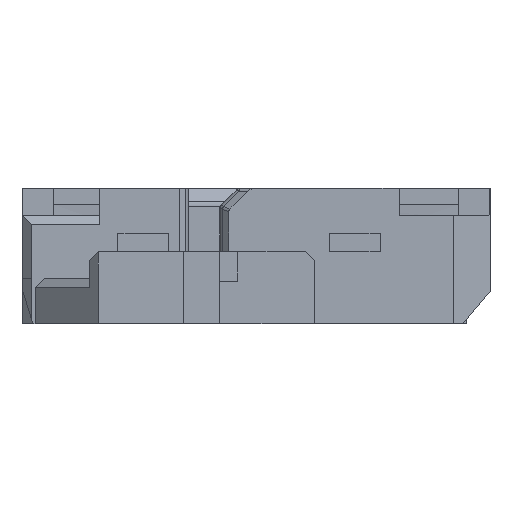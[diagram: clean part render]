
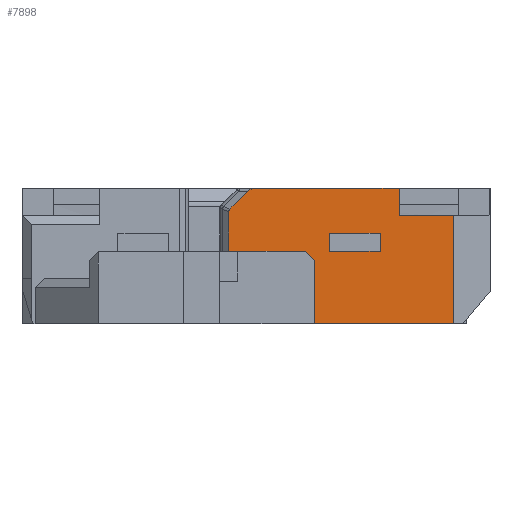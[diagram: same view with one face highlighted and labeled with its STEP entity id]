
A CAD part, left-side view. The second image highlights one B-rep face of the part: STEP entity #7898.
In plain terms, the highlighted planar face has unit normal (-1, 0, 0).
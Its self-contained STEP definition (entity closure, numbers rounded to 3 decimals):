
#23 = ORIENTED_EDGE ( 'NONE', *, *, #7973, .T. ) ;
#67 = VECTOR ( 'NONE', #6375, 1000. ) ;
#94 = VECTOR ( 'NONE', #8975, 1000. ) ;
#321 = ORIENTED_EDGE ( 'NONE', *, *, #663, .F. ) ;
#529 = VERTEX_POINT ( 'NONE', #6089 ) ;
#663 = EDGE_CURVE ( 'NONE', #15926, #4063, #15276, .T. ) ;
#727 = ORIENTED_EDGE ( 'NONE', *, *, #14465, .T. ) ;
#734 = CARTESIAN_POINT ( 'NONE',  ( 15.5, 29., 12.41 ) ) ;
#770 = CARTESIAN_POINT ( 'NONE',  ( 15.5, 26.366, 15. ) ) ;
#790 = CARTESIAN_POINT ( 'NONE',  ( 15.5, 19.5, 0. ) ) ;
#845 = CARTESIAN_POINT ( 'NONE',  ( 15.5, 28.958, 12.628 ) ) ;
#884 = CARTESIAN_POINT ( 'NONE',  ( 15.5, 26.886, 14.7 ) ) ;
#1171 = AXIS2_PLACEMENT_3D ( 'NONE', #6345, #17168, #17228 ) ;
#1885 = CARTESIAN_POINT ( 'NONE',  ( 15.5, 8.5, 8. ) ) ;
#1902 = VECTOR ( 'NONE', #15197, 1000. ) ;
#1941 = ORIENTED_EDGE ( 'NONE', *, *, #16568, .T. ) ;
#2451 = DIRECTION ( 'NONE',  ( 0., 0., 1. ) ) ;
#2458 = VERTEX_POINT ( 'NONE', #3894 ) ;
#2923 =( BOUNDED_CURVE ( )  B_SPLINE_CURVE ( 3, ( #3588, #845, #14438, #734 ),
 .UNSPECIFIED., .F., .F. ) 
 B_SPLINE_CURVE_WITH_KNOTS ( ( 4, 4 ),
 ( 2.868, 3.416 ),
 .UNSPECIFIED. ) 
 CURVE ( )  GEOMETRIC_REPRESENTATION_ITEM ( )  RATIONAL_B_SPLINE_CURVE ( ( 1., 0.975, 0.975, 1. ) ) 
 REPRESENTATION_ITEM ( '' )  );
#3012 = LINE ( 'NONE', #3410, #14614 ) ;
#3060 = LINE ( 'NONE', #17095, #67 ) ;
#3086 = CARTESIAN_POINT ( 'NONE',  ( 15.5, 10.1, 12. ) ) ;
#3093 = CARTESIAN_POINT ( 'NONE',  ( 15.5, 0., 0. ) ) ;
#3169 = CARTESIAN_POINT ( 'NONE',  ( 15.5, 8.5, 5. ) ) ;
#3183 = CARTESIAN_POINT ( 'NONE',  ( 15.5, 20.5, 5. ) ) ;
#3243 = EDGE_CURVE ( 'NONE', #13856, #529, #11518, .T. ) ;
#3282 = DIRECTION ( 'NONE',  ( 0., 0., -1. ) ) ;
#3318 = VERTEX_POINT ( 'NONE', #5123 ) ;
#3410 = CARTESIAN_POINT ( 'NONE',  ( 15.5, 19.5, 4. ) ) ;
#3517 = PLANE ( 'NONE',  #1171 ) ;
#3588 = CARTESIAN_POINT ( 'NONE',  ( 15.5, 28.876, 12.71 ) ) ;
#3852 = CARTESIAN_POINT ( 'NONE',  ( 15.5, 12.2, 10. ) ) ;
#3894 = CARTESIAN_POINT ( 'NONE',  ( 15.5, 28.876, 12.71 ) ) ;
#4063 = VERTEX_POINT ( 'NONE', #17402 ) ;
#4141 = VERTEX_POINT ( 'NONE', #3086 ) ;
#4194 = CARTESIAN_POINT ( 'NONE',  ( 15.5, 25.986, 15. ) ) ;
#4342 = VECTOR ( 'NONE', #6133, 1000. ) ;
#4428 = CARTESIAN_POINT ( 'NONE',  ( 15.5, 26.886, 14.7 ) ) ;
#4456 = VECTOR ( 'NONE', #12579, 1000. ) ;
#4986 = VERTEX_POINT ( 'NONE', #16450 ) ;
#5123 = CARTESIAN_POINT ( 'NONE',  ( 15.5, 19.5, 4. ) ) ;
#5441 = EDGE_CURVE ( 'NONE', #15800, #8617, #8493, .T. ) ;
#5499 = VERTEX_POINT ( 'NONE', #14868 ) ;
#5754 = ORIENTED_EDGE ( 'NONE', *, *, #7380, .T. ) ;
#5790 = EDGE_CURVE ( 'NONE', #13856, #3318, #3012, .T. ) ;
#6089 = CARTESIAN_POINT ( 'NONE',  ( 15.5, 29., 5. ) ) ;
#6133 = DIRECTION ( 'NONE',  ( 0., 0., 1. ) ) ;
#6228 = CARTESIAN_POINT ( 'NONE',  ( 15.5, 25.986, 15. ) ) ;
#6312 = VECTOR ( 'NONE', #9254, 1000. ) ;
#6345 = CARTESIAN_POINT ( 'NONE',  ( 15.5, 0., 12. ) ) ;
#6375 = DIRECTION ( 'NONE',  ( 0., 0.707, -0.707 ) ) ;
#6397 = CARTESIAN_POINT ( 'NONE',  ( 15.5, 26.696, 14.89 ) ) ;
#7250 = EDGE_LOOP ( 'NONE', ( #12750, #10227, #12630, #1941, #8689, #12609, #23, #727, #5754, #17464, #16413, #7806 ) ) ;
#7268 = LINE ( 'NONE', #10532, #9154 ) ;
#7380 = EDGE_CURVE ( 'NONE', #2458, #15365, #2923, .T. ) ;
#7620 = LINE ( 'NONE', #11344, #1902 ) ;
#7767 = EDGE_CURVE ( 'NONE', #4063, #4986, #10640, .T. ) ;
#7806 = ORIENTED_EDGE ( 'NONE', *, *, #5790, .T. ) ;
#7898 = ADVANCED_FACE ( 'NONE', ( #11502, #10025 ), #3517, .T. ) ;
#7973 = EDGE_CURVE ( 'NONE', #8566, #8747, #9725, .T. ) ;
#8037 = LINE ( 'NONE', #3093, #4456 ) ;
#8297 = VECTOR ( 'NONE', #16308, 1000. ) ;
#8493 = LINE ( 'NONE', #14808, #8297 ) ;
#8566 = VERTEX_POINT ( 'NONE', #4194 ) ;
#8617 = VERTEX_POINT ( 'NONE', #15006 ) ;
#8689 = ORIENTED_EDGE ( 'NONE', *, *, #14862, .T. ) ;
#8747 = VERTEX_POINT ( 'NONE', #4428 ) ;
#8771 = DIRECTION ( 'NONE',  ( 0., -0.707, -0.707 ) ) ;
#8975 = DIRECTION ( 'NONE',  ( 0., 0., -1. ) ) ;
#9154 = VECTOR ( 'NONE', #2451, 1000. ) ;
#9173 = VECTOR ( 'NONE', #3282, 1000. ) ;
#9200 = CARTESIAN_POINT ( 'NONE',  ( 15.5, 4., 12. ) ) ;
#9254 = DIRECTION ( 'NONE',  ( 0., 1., 0. ) ) ;
#9503 = VECTOR ( 'NONE', #10831, 1000. ) ;
#9725 =( BOUNDED_CURVE ( )  B_SPLINE_CURVE ( 3, ( #6228, #770, #6397, #884 ),
 .UNSPECIFIED., .F., .F. ) 
 B_SPLINE_CURVE_WITH_KNOTS ( ( 4, 4 ),
 ( 1.571, 2.618 ),
 .UNSPECIFIED. ) 
 CURVE ( )  GEOMETRIC_REPRESENTATION_ITEM ( )  RATIONAL_B_SPLINE_CURVE ( ( 1., 0.911, 0.911, 1. ) ) 
 REPRESENTATION_ITEM ( '' )  );
#10025 = FACE_BOUND ( 'NONE', #13750, .T. ) ;
#10227 = ORIENTED_EDGE ( 'NONE', *, *, #10685, .F. ) ;
#10426 = ORIENTED_EDGE ( 'NONE', *, *, #7767, .F. ) ;
#10532 = CARTESIAN_POINT ( 'NONE',  ( 15.5, 10.1, 3.463 ) ) ;
#10624 = EDGE_CURVE ( 'NONE', #17280, #4986, #10778, .T. ) ;
#10640 = LINE ( 'NONE', #15323, #9173 ) ;
#10642 = EDGE_CURVE ( 'NONE', #15365, #529, #7620, .T. ) ;
#10685 = EDGE_CURVE ( 'NONE', #8617, #16752, #8037, .T. ) ;
#10778 = LINE ( 'NONE', #1885, #15023 ) ;
#10831 = DIRECTION ( 'NONE',  ( 0., 1., 0. ) ) ;
#11110 = LINE ( 'NONE', #15487, #94 ) ;
#11344 = CARTESIAN_POINT ( 'NONE',  ( 15.5, 29., 12. ) ) ;
#11502 = FACE_OUTER_BOUND ( 'NONE', #7250, .T. ) ;
#11518 = LINE ( 'NONE', #3169, #14683 ) ;
#11643 = ORIENTED_EDGE ( 'NONE', *, *, #13366, .T. ) ;
#11739 = CARTESIAN_POINT ( 'NONE',  ( 15.5, 19.5, 0. ) ) ;
#11940 = EDGE_CURVE ( 'NONE', #5499, #8566, #15396, .T. ) ;
#12490 = ORIENTED_EDGE ( 'NONE', *, *, #10624, .T. ) ;
#12527 = VECTOR ( 'NONE', #14774, 1000. ) ;
#12579 = DIRECTION ( 'NONE',  ( 0., 1., 0. ) ) ;
#12609 = ORIENTED_EDGE ( 'NONE', *, *, #11940, .T. ) ;
#12630 = ORIENTED_EDGE ( 'NONE', *, *, #5441, .F. ) ;
#12750 = ORIENTED_EDGE ( 'NONE', *, *, #14013, .F. ) ;
#12886 = LINE ( 'NONE', #16359, #9503 ) ;
#13366 = EDGE_CURVE ( 'NONE', #15926, #17280, #11110, .T. ) ;
#13750 = EDGE_LOOP ( 'NONE', ( #12490, #10426, #321, #11643 ) ) ;
#13856 = VERTEX_POINT ( 'NONE', #3183 ) ;
#13941 = DIRECTION ( 'NONE',  ( 0., 1., 0. ) ) ;
#13963 = DIRECTION ( 'NONE',  ( 0., 1., 0. ) ) ;
#14013 = EDGE_CURVE ( 'NONE', #16752, #3318, #15966, .T. ) ;
#14199 = CARTESIAN_POINT ( 'NONE',  ( 15.5, 12.2, 8. ) ) ;
#14438 = CARTESIAN_POINT ( 'NONE',  ( 15.5, 29., 12.526 ) ) ;
#14465 = EDGE_CURVE ( 'NONE', #8747, #2458, #3060, .T. ) ;
#14614 = VECTOR ( 'NONE', #8771, 1000. ) ;
#14683 = VECTOR ( 'NONE', #13963, 1000. ) ;
#14749 = CARTESIAN_POINT ( 'NONE',  ( 15.5, 0., 15. ) ) ;
#14774 = DIRECTION ( 'NONE',  ( 0., 1., 0. ) ) ;
#14808 = CARTESIAN_POINT ( 'NONE',  ( 15.5, 4., 12. ) ) ;
#14862 = EDGE_CURVE ( 'NONE', #4141, #5499, #7268, .T. ) ;
#14868 = CARTESIAN_POINT ( 'NONE',  ( 15.5, 10.1, 15. ) ) ;
#14945 = CARTESIAN_POINT ( 'NONE',  ( 15.5, 12.2, 10. ) ) ;
#15006 = CARTESIAN_POINT ( 'NONE',  ( 15.5, 4., 0. ) ) ;
#15023 = VECTOR ( 'NONE', #13941, 1000. ) ;
#15197 = DIRECTION ( 'NONE',  ( 0., 0., -1. ) ) ;
#15276 = LINE ( 'NONE', #3852, #12527 ) ;
#15323 = CARTESIAN_POINT ( 'NONE',  ( 15.5, 17.8, 10. ) ) ;
#15365 = VERTEX_POINT ( 'NONE', #16578 ) ;
#15396 = LINE ( 'NONE', #14749, #6312 ) ;
#15487 = CARTESIAN_POINT ( 'NONE',  ( 15.5, 12.2, 10. ) ) ;
#15800 = VERTEX_POINT ( 'NONE', #9200 ) ;
#15926 = VERTEX_POINT ( 'NONE', #14945 ) ;
#15966 = LINE ( 'NONE', #790, #4342 ) ;
#16308 = DIRECTION ( 'NONE',  ( 0., 0., -1. ) ) ;
#16359 = CARTESIAN_POINT ( 'NONE',  ( 15.5, 0., 12. ) ) ;
#16413 = ORIENTED_EDGE ( 'NONE', *, *, #3243, .F. ) ;
#16450 = CARTESIAN_POINT ( 'NONE',  ( 15.5, 17.8, 8. ) ) ;
#16568 = EDGE_CURVE ( 'NONE', #15800, #4141, #12886, .T. ) ;
#16578 = CARTESIAN_POINT ( 'NONE',  ( 15.5, 29., 12.41 ) ) ;
#16752 = VERTEX_POINT ( 'NONE', #11739 ) ;
#17095 = CARTESIAN_POINT ( 'NONE',  ( 15.5, 14.793, 26.793 ) ) ;
#17168 = DIRECTION ( 'NONE',  ( -1., 0., 0. ) ) ;
#17228 = DIRECTION ( 'NONE',  ( 0., -1., 0. ) ) ;
#17280 = VERTEX_POINT ( 'NONE', #14199 ) ;
#17402 = CARTESIAN_POINT ( 'NONE',  ( 15.5, 17.8, 10. ) ) ;
#17464 = ORIENTED_EDGE ( 'NONE', *, *, #10642, .T. ) ;
